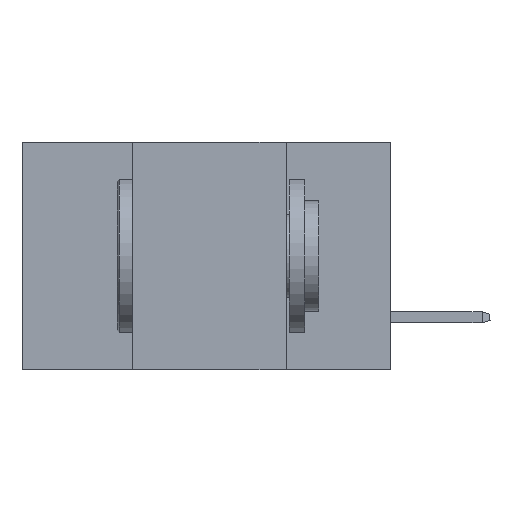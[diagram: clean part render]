
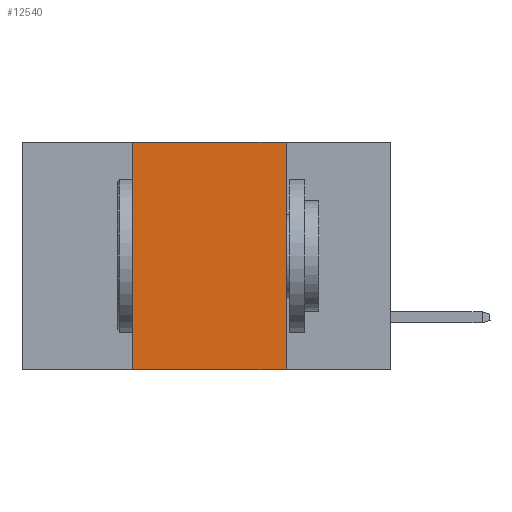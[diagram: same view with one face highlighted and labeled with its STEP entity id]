
A CAD part, left-side view. The second image highlights one B-rep face of the part: STEP entity #12540.
In plain terms, the highlighted planar face has unit normal (-1, 0, 0).
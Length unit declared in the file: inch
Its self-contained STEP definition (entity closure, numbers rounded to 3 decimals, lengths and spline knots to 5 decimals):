
#385 = VERTEX_POINT ( 'NONE', #8729 ) ;
#760 = LINE ( 'NONE', #8803, #14307 ) ;
#1179 = DIRECTION ( 'NONE',  ( 0., 0., 1. ) ) ;
#1612 = DIRECTION ( 'NONE',  ( 1., 0., 0. ) ) ;
#3606 = LINE ( 'NONE', #13572, #5558 ) ;
#3737 = CARTESIAN_POINT ( 'NONE',  ( 0., 0.17, 0. ) ) ;
#3845 = ORIENTED_EDGE ( 'NONE', *, *, #10417, .F. ) ;
#4308 = DIRECTION ( 'NONE',  ( 0., -1., 0. ) ) ;
#5211 = FACE_OUTER_BOUND ( 'NONE', #17917, .T. ) ;
#5494 = ORIENTED_EDGE ( 'NONE', *, *, #16836, .F. ) ;
#5558 = VECTOR ( 'NONE', #1179, 39.37008 ) ;
#7833 = VERTEX_POINT ( 'NONE', #15821 ) ;
#8352 = LINE ( 'NONE', #9403, #12518 ) ;
#8729 = CARTESIAN_POINT ( 'NONE',  ( 0., 0.17, -0.37 ) ) ;
#8755 = CARTESIAN_POINT ( 'NONE',  ( 0., 0.6, 0. ) ) ;
#8803 = CARTESIAN_POINT ( 'NONE',  ( 0., 0.6, -0.37 ) ) ;
#9129 = DIRECTION ( 'NONE',  ( 0., 0., -1. ) ) ;
#9403 = CARTESIAN_POINT ( 'NONE',  ( 0., 0.17, 0. ) ) ;
#9606 = DIRECTION ( 'NONE',  ( 0., 0., -1. ) ) ;
#9669 = ORIENTED_EDGE ( 'NONE', *, *, #17293, .T. ) ;
#10417 = EDGE_CURVE ( 'NONE', #7833, #19445, #3606, .T. ) ;
#10779 = CARTESIAN_POINT ( 'NONE',  ( 0., 0.42, 0. ) ) ;
#10795 = CARTESIAN_POINT ( 'NONE',  ( 0., 0.6, 0. ) ) ;
#11751 = EDGE_CURVE ( 'NONE', #16537, #385, #8352, .T. ) ;
#12518 = VECTOR ( 'NONE', #9606, 39.37008 ) ;
#12540 = ADVANCED_FACE ( 'NONE', ( #5211 ), #15253, .F. ) ;
#12703 = AXIS2_PLACEMENT_3D ( 'NONE', #10795, #1612, #9129 ) ;
#13572 = CARTESIAN_POINT ( 'NONE',  ( 0., 0.42, 0. ) ) ;
#13866 = LINE ( 'NONE', #8755, #19974 ) ;
#14307 = VECTOR ( 'NONE', #16796, 39.37008 ) ;
#15253 = PLANE ( 'NONE',  #12703 ) ;
#15821 = CARTESIAN_POINT ( 'NONE',  ( 0., 0.42, -0.37 ) ) ;
#16537 = VERTEX_POINT ( 'NONE', #3737 ) ;
#16796 = DIRECTION ( 'NONE',  ( 0., -1., 0. ) ) ;
#16836 = EDGE_CURVE ( 'NONE', #19445, #16537, #13866, .T. ) ;
#17293 = EDGE_CURVE ( 'NONE', #7833, #385, #760, .T. ) ;
#17777 = ORIENTED_EDGE ( 'NONE', *, *, #11751, .F. ) ;
#17917 = EDGE_LOOP ( 'NONE', ( #17777, #5494, #3845, #9669 ) ) ;
#19445 = VERTEX_POINT ( 'NONE', #10779 ) ;
#19974 = VECTOR ( 'NONE', #4308, 39.37008 ) ;
